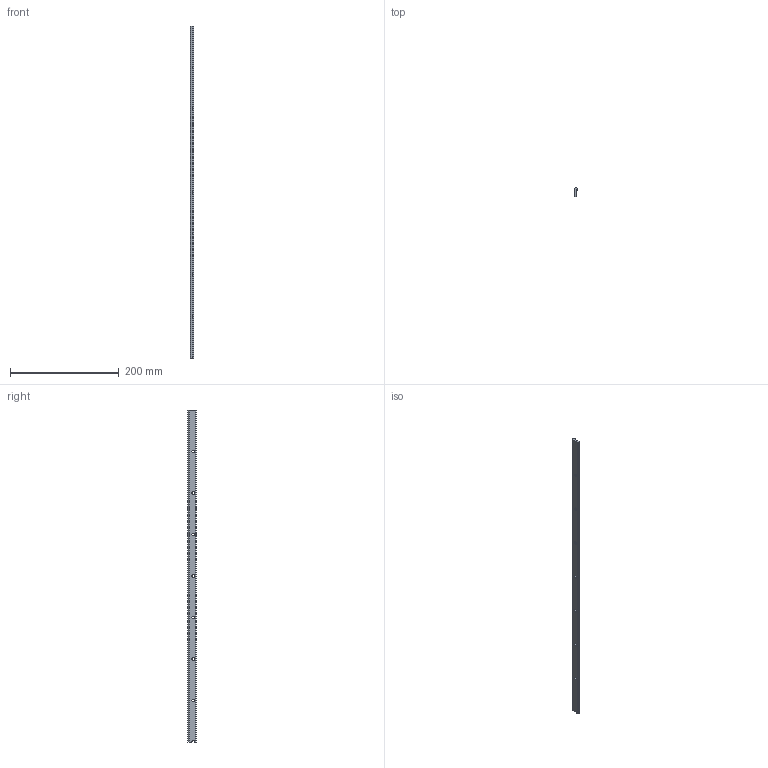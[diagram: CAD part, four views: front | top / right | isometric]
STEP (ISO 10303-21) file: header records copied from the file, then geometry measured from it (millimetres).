
FILE_DESCRIPTION (( 'STEP AP214' ), '1' );
FILE_NAME ('CRT_EC208708C7.step', '2021-12-02T13:16:31', ( 'localadmin' ), ( 'BOXX Technologies, Inc.' ), 'SwSTEP 2.0', 'SolidWorks 2019', '' );
FILE_SCHEMA (( 'AUTOMOTIVE_DESIGN' ));
Length unit declared in the file: inch
Products named in the file (3): wtz9z54pNP_CADModel_0; CRT_EC208708C7
Assembly tree (1 placements, depth 2):
  wtz9z54pNP_CADModel_0
  CRT_EC208708C7
    wtz9z54pNP_CADModel_0
Bounding box: 6.35 x 15.75 x 609.6 mm (x, y, z)
Volume: 38550.3 mm3; surface area: 24708.4 mm2
Topology: 1 solids, 1 shells, 32 faces, 90 edges, 60 vertices
Faces by surface type: cylinder 20, plane 12
Entity records: 1587 total; most frequent: DIRECTION 204, CARTESIAN_POINT 187, ORIENTED_EDGE 180, EDGE_CURVE 90, AXIS2_PLACEMENT_3D 77, VERTEX_POINT 60, VECTOR 50, LINE 50
